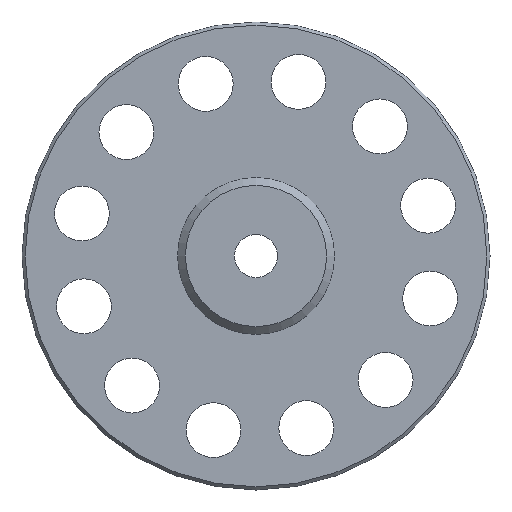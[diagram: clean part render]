
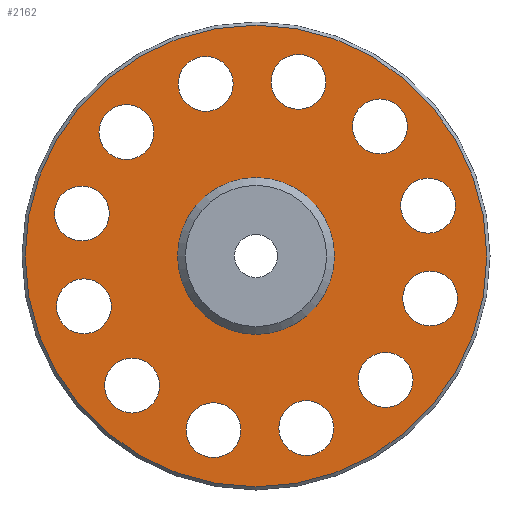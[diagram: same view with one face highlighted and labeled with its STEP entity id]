
A CAD part, front view. The second image highlights one B-rep face of the part: STEP entity #2162.
In plain terms, the highlighted planar face has unit normal (0, -1, 0).
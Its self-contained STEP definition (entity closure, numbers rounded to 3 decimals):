
#209=FACE_BOUND('',#525,.T.);
#210=FACE_BOUND('',#526,.T.);
#211=FACE_BOUND('',#527,.T.);
#212=FACE_BOUND('',#528,.T.);
#213=FACE_BOUND('',#529,.T.);
#214=FACE_BOUND('',#530,.T.);
#215=FACE_BOUND('',#531,.T.);
#216=FACE_BOUND('',#532,.T.);
#217=FACE_BOUND('',#533,.T.);
#218=FACE_BOUND('',#534,.T.);
#219=FACE_BOUND('',#535,.T.);
#220=FACE_BOUND('',#536,.T.);
#221=FACE_BOUND('',#537,.T.);
#248=PLANE('',#2376);
#390=FACE_OUTER_BOUND('',#524,.T.);
#524=EDGE_LOOP('',(#1974));
#525=EDGE_LOOP('',(#1975));
#526=EDGE_LOOP('',(#1976));
#527=EDGE_LOOP('',(#1977));
#528=EDGE_LOOP('',(#1978));
#529=EDGE_LOOP('',(#1979));
#530=EDGE_LOOP('',(#1980));
#531=EDGE_LOOP('',(#1981));
#532=EDGE_LOOP('',(#1982));
#533=EDGE_LOOP('',(#1983));
#534=EDGE_LOOP('',(#1984));
#535=EDGE_LOOP('',(#1985));
#536=EDGE_LOOP('',(#1986));
#537=EDGE_LOOP('',(#1987));
#772=CIRCLE('',#2257,3.5);
#774=CIRCLE('',#2261,3.5);
#776=CIRCLE('',#2265,3.5);
#778=CIRCLE('',#2269,3.5);
#780=CIRCLE('',#2273,3.5);
#782=CIRCLE('',#2277,3.5);
#784=CIRCLE('',#2281,3.5);
#786=CIRCLE('',#2285,3.5);
#788=CIRCLE('',#2289,3.5);
#790=CIRCLE('',#2293,3.5);
#792=CIRCLE('',#2297,3.5);
#794=CIRCLE('',#2301,3.5);
#808=CIRCLE('',#2374,29.45);
#809=CIRCLE('',#2377,10.);
#928=VERTEX_POINT('',#3427);
#930=VERTEX_POINT('',#3435);
#932=VERTEX_POINT('',#3443);
#934=VERTEX_POINT('',#3451);
#936=VERTEX_POINT('',#3459);
#938=VERTEX_POINT('',#3467);
#940=VERTEX_POINT('',#3475);
#942=VERTEX_POINT('',#3483);
#944=VERTEX_POINT('',#3491);
#946=VERTEX_POINT('',#3499);
#948=VERTEX_POINT('',#3507);
#950=VERTEX_POINT('',#3515);
#1024=VERTEX_POINT('',#5223);
#1025=VERTEX_POINT('',#5229);
#1148=EDGE_CURVE('',#928,#928,#772,.T.);
#1152=EDGE_CURVE('',#930,#930,#774,.T.);
#1156=EDGE_CURVE('',#932,#932,#776,.T.);
#1160=EDGE_CURVE('',#934,#934,#778,.T.);
#1164=EDGE_CURVE('',#936,#936,#780,.T.);
#1168=EDGE_CURVE('',#938,#938,#782,.T.);
#1172=EDGE_CURVE('',#940,#940,#784,.T.);
#1176=EDGE_CURVE('',#942,#942,#786,.T.);
#1180=EDGE_CURVE('',#944,#944,#788,.T.);
#1184=EDGE_CURVE('',#946,#946,#790,.T.);
#1188=EDGE_CURVE('',#948,#948,#792,.T.);
#1192=EDGE_CURVE('',#950,#950,#794,.T.);
#1349=EDGE_CURVE('',#1024,#1024,#808,.T.);
#1351=EDGE_CURVE('',#1025,#1025,#809,.T.);
#1974=ORIENTED_EDGE('',*,*,#1349,.F.);
#1975=ORIENTED_EDGE('',*,*,#1160,.T.);
#1976=ORIENTED_EDGE('',*,*,#1164,.T.);
#1977=ORIENTED_EDGE('',*,*,#1168,.T.);
#1978=ORIENTED_EDGE('',*,*,#1172,.T.);
#1979=ORIENTED_EDGE('',*,*,#1176,.T.);
#1980=ORIENTED_EDGE('',*,*,#1180,.T.);
#1981=ORIENTED_EDGE('',*,*,#1184,.T.);
#1982=ORIENTED_EDGE('',*,*,#1192,.T.);
#1983=ORIENTED_EDGE('',*,*,#1188,.T.);
#1984=ORIENTED_EDGE('',*,*,#1148,.T.);
#1985=ORIENTED_EDGE('',*,*,#1152,.T.);
#1986=ORIENTED_EDGE('',*,*,#1156,.T.);
#1987=ORIENTED_EDGE('',*,*,#1351,.T.);
#2162=ADVANCED_FACE('',(#390,#209,#210,#211,#212,#213,#214,#215,#216,#217,
#218,#219,#220,#221),#248,.F.);
#2257=AXIS2_PLACEMENT_3D('',#3429,#2562,#2563);
#2261=AXIS2_PLACEMENT_3D('',#3437,#2572,#2573);
#2265=AXIS2_PLACEMENT_3D('',#3445,#2582,#2583);
#2269=AXIS2_PLACEMENT_3D('',#3453,#2592,#2593);
#2273=AXIS2_PLACEMENT_3D('',#3461,#2602,#2603);
#2277=AXIS2_PLACEMENT_3D('',#3469,#2612,#2613);
#2281=AXIS2_PLACEMENT_3D('',#3477,#2622,#2623);
#2285=AXIS2_PLACEMENT_3D('',#3485,#2632,#2633);
#2289=AXIS2_PLACEMENT_3D('',#3493,#2642,#2643);
#2293=AXIS2_PLACEMENT_3D('',#3501,#2652,#2653);
#2297=AXIS2_PLACEMENT_3D('',#3509,#2662,#2663);
#2301=AXIS2_PLACEMENT_3D('',#3517,#2672,#2673);
#2374=AXIS2_PLACEMENT_3D('',#5225,#2843,#2844);
#2376=AXIS2_PLACEMENT_3D('',#5228,#2848,#2849);
#2377=AXIS2_PLACEMENT_3D('',#5230,#2850,#2851);
#2562=DIRECTION('center_axis',(0.,1.,0.));
#2563=DIRECTION('ref_axis',(0.,0.,1.));
#2572=DIRECTION('center_axis',(0.,1.,0.));
#2573=DIRECTION('ref_axis',(0.5,0.,0.866));
#2582=DIRECTION('center_axis',(0.,1.,0.));
#2583=DIRECTION('ref_axis',(0.866,0.,0.5));
#2592=DIRECTION('center_axis',(0.,1.,0.));
#2593=DIRECTION('ref_axis',(1.,0.,0.));
#2602=DIRECTION('center_axis',(0.,1.,0.));
#2603=DIRECTION('ref_axis',(0.866,0.,-0.5));
#2612=DIRECTION('center_axis',(0.,1.,0.));
#2613=DIRECTION('ref_axis',(0.5,0.,-0.866));
#2622=DIRECTION('center_axis',(0.,1.,0.));
#2623=DIRECTION('ref_axis',(0.,0.,-1.));
#2632=DIRECTION('center_axis',(0.,1.,0.));
#2633=DIRECTION('ref_axis',(-0.5,0.,-0.866));
#2642=DIRECTION('center_axis',(0.,1.,0.));
#2643=DIRECTION('ref_axis',(-0.866,0.,-0.5));
#2652=DIRECTION('center_axis',(0.,1.,0.));
#2653=DIRECTION('ref_axis',(-1.,0.,0.));
#2662=DIRECTION('center_axis',(0.,1.,0.));
#2663=DIRECTION('ref_axis',(-0.5,0.,0.866));
#2672=DIRECTION('center_axis',(0.,1.,0.));
#2673=DIRECTION('ref_axis',(-0.866,0.,0.5));
#2843=DIRECTION('center_axis',(0.,1.,0.));
#2844=DIRECTION('ref_axis',(1.,0.,0.));
#2848=DIRECTION('center_axis',(0.,1.,0.));
#2849=DIRECTION('ref_axis',(1.,0.,0.));
#2850=DIRECTION('center_axis',(0.,1.,0.));
#2851=DIRECTION('ref_axis',(1.,0.,0.));
#3427=CARTESIAN_POINT('',(22.22,0.,-8.923));
#3429=CARTESIAN_POINT('Origin',(22.22,0.,-5.423));
#3435=CARTESIAN_POINT('',(14.782,0.,-18.838));
#3437=CARTESIAN_POINT('Origin',(16.532,0.,-15.807));
#3443=CARTESIAN_POINT('',(3.382,0.,-23.705));
#3445=CARTESIAN_POINT('Origin',(6.413,0.,-21.955));
#3451=CARTESIAN_POINT('',(-8.923,0.,-22.22));
#3453=CARTESIAN_POINT('Origin',(-5.423,0.,-22.22));
#3459=CARTESIAN_POINT('',(-18.838,0.,-14.782));
#3461=CARTESIAN_POINT('Origin',(-15.807,0.,-16.532));
#3467=CARTESIAN_POINT('',(-23.705,0.,-3.382));
#3469=CARTESIAN_POINT('Origin',(-21.955,0.,-6.413));
#3475=CARTESIAN_POINT('',(-22.22,0.,8.923));
#3477=CARTESIAN_POINT('Origin',(-22.22,0.,5.423));
#3483=CARTESIAN_POINT('',(-14.782,0.,18.838));
#3485=CARTESIAN_POINT('Origin',(-16.532,0.,15.807));
#3491=CARTESIAN_POINT('',(-3.382,0.,23.705));
#3493=CARTESIAN_POINT('Origin',(-6.413,0.,21.955));
#3499=CARTESIAN_POINT('',(8.923,0.,22.22));
#3501=CARTESIAN_POINT('Origin',(5.423,0.,22.22));
#3507=CARTESIAN_POINT('',(23.705,0.,3.382));
#3509=CARTESIAN_POINT('Origin',(21.955,0.,6.413));
#3515=CARTESIAN_POINT('',(18.838,0.,14.782));
#3517=CARTESIAN_POINT('Origin',(15.807,0.,16.532));
#5223=CARTESIAN_POINT('',(-29.45,0.,0.));
#5225=CARTESIAN_POINT('Origin',(0.,0.,0.));
#5228=CARTESIAN_POINT('Origin',(0.,0.,0.));
#5229=CARTESIAN_POINT('',(-10.,0.,0.));
#5230=CARTESIAN_POINT('Origin',(0.,0.,0.));
